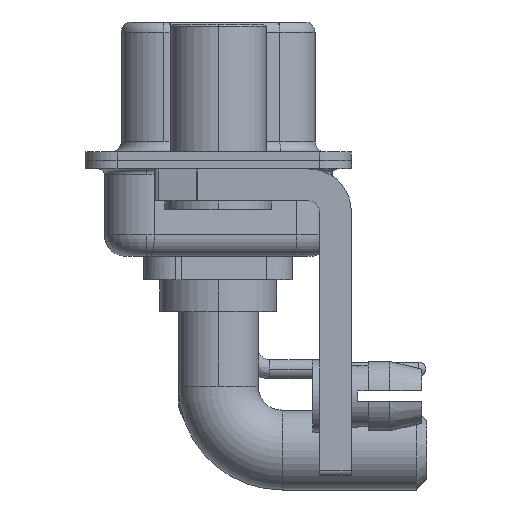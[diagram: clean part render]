
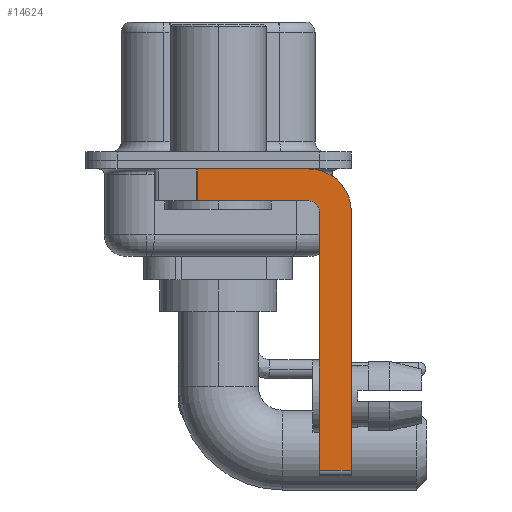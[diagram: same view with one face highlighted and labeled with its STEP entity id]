
A CAD part, left-side view. The second image highlights one B-rep face of the part: STEP entity #14624.
In plain terms, the highlighted planar face has unit normal (-1, 0, 0).
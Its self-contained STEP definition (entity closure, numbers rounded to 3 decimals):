
#367 = ORIENTED_EDGE ( 'NONE', *, *, #15275, .F. ) ;
#447 = LINE ( 'NONE', #9479, #2557 ) ;
#651 = LINE ( 'NONE', #21004, #12493 ) ;
#1224 = CARTESIAN_POINT ( 'NONE',  ( -2.9, -4.25, -2.4 ) ) ;
#1391 = AXIS2_PLACEMENT_3D ( 'NONE', #4446, #24781, #5155 ) ;
#1428 = EDGE_CURVE ( 'NONE', #4545, #22659, #12467, .T. ) ;
#2557 = VECTOR ( 'NONE', #18446, 1000. ) ;
#3912 = VECTOR ( 'NONE', #16863, 1000. ) ;
#4367 = VECTOR ( 'NONE', #8736, 1000. ) ;
#4446 = CARTESIAN_POINT ( 'NONE',  ( -2.9, -4.25, -2.4 ) ) ;
#4545 = VERTEX_POINT ( 'NONE', #28196 ) ;
#4673 = CARTESIAN_POINT ( 'NONE',  ( -2.9, -4.75, -2.4 ) ) ;
#5155 = DIRECTION ( 'NONE',  ( 0., 0., 1. ) ) ;
#5333 = AXIS2_PLACEMENT_3D ( 'NONE', #1224, #15252, #26579 ) ;
#6595 = CIRCLE ( 'NONE', #1391, 0.5 ) ;
#7276 = VERTEX_POINT ( 'NONE', #22611 ) ;
#7737 = CARTESIAN_POINT ( 'NONE',  ( -2.9, 3., -0.4 ) ) ;
#7858 = ORIENTED_EDGE ( 'NONE', *, *, #8839, .F. ) ;
#8736 = DIRECTION ( 'NONE',  ( 0., 0., -1. ) ) ;
#8839 = EDGE_CURVE ( 'NONE', #18951, #13917, #14678, .T. ) ;
#9122 = CARTESIAN_POINT ( 'NONE',  ( -2.9, -4.25, -0.4 ) ) ;
#9479 = CARTESIAN_POINT ( 'NONE',  ( -2.9, -4.75, -14.8 ) ) ;
#11350 = EDGE_CURVE ( 'NONE', #13917, #26520, #13680, .T. ) ;
#12042 = DIRECTION ( 'NONE',  ( 0., -1., 0. ) ) ;
#12467 = LINE ( 'NONE', #21577, #14290 ) ;
#12493 = VECTOR ( 'NONE', #28079, 1000. ) ;
#13182 = LINE ( 'NONE', #28931, #4367 ) ;
#13279 = ORIENTED_EDGE ( 'NONE', *, *, #20580, .F. ) ;
#13680 = CIRCLE ( 'NONE', #24956, 2. ) ;
#13917 = VERTEX_POINT ( 'NONE', #9122 ) ;
#14014 = VECTOR ( 'NONE', #26291, 1000. ) ;
#14224 = LINE ( 'NONE', #14660, #3912 ) ;
#14290 = VECTOR ( 'NONE', #12042, 1000. ) ;
#14624 = ADVANCED_FACE ( 'NONE', ( #23945 ), #17598, .F. ) ;
#14644 = CARTESIAN_POINT ( 'NONE',  ( -2.9, -6.25, -14.55 ) ) ;
#14660 = CARTESIAN_POINT ( 'NONE',  ( -2.9, -4.25, -1.9 ) ) ;
#14678 = LINE ( 'NONE', #7737, #14014 ) ;
#14936 = DIRECTION ( 'NONE',  ( 1., 0., 0. ) ) ;
#15252 = DIRECTION ( 'NONE',  ( 1., 0., 0. ) ) ;
#15275 = EDGE_CURVE ( 'NONE', #22068, #24872, #6595, .T. ) ;
#16863 = DIRECTION ( 'NONE',  ( 0., 1., 0. ) ) ;
#16939 = CARTESIAN_POINT ( 'NONE',  ( -2.9, -6.25, -2.4 ) ) ;
#17598 = PLANE ( 'NONE',  #5333 ) ;
#18245 = EDGE_CURVE ( 'NONE', #26520, #22659, #13182, .T. ) ;
#18446 = DIRECTION ( 'NONE',  ( 0., 0., 1. ) ) ;
#18498 = ORIENTED_EDGE ( 'NONE', *, *, #19770, .F. ) ;
#18951 = VERTEX_POINT ( 'NONE', #26152 ) ;
#19770 = EDGE_CURVE ( 'NONE', #4545, #22068, #447, .T. ) ;
#20580 = EDGE_CURVE ( 'NONE', #24872, #7276, #14224, .T. ) ;
#21004 = CARTESIAN_POINT ( 'NONE',  ( -2.9, 0.978, -1.9 ) ) ;
#21577 = CARTESIAN_POINT ( 'NONE',  ( -2.9, -4.25, -14.55 ) ) ;
#22068 = VERTEX_POINT ( 'NONE', #4673 ) ;
#22136 = EDGE_CURVE ( 'NONE', #18951, #7276, #651, .T. ) ;
#22611 = CARTESIAN_POINT ( 'NONE',  ( -2.9, 0.978, -1.9 ) ) ;
#22659 = VERTEX_POINT ( 'NONE', #14644 ) ;
#23945 = FACE_OUTER_BOUND ( 'NONE', #26753, .T. ) ;
#24456 = ORIENTED_EDGE ( 'NONE', *, *, #18245, .F. ) ;
#24781 = DIRECTION ( 'NONE',  ( -1., 0., 0. ) ) ;
#24872 = VERTEX_POINT ( 'NONE', #28311 ) ;
#24956 = AXIS2_PLACEMENT_3D ( 'NONE', #26268, #14936, #25691 ) ;
#24990 = ORIENTED_EDGE ( 'NONE', *, *, #22136, .T. ) ;
#25691 = DIRECTION ( 'NONE',  ( 0., 0., -1. ) ) ;
#26152 = CARTESIAN_POINT ( 'NONE',  ( -2.9, 0.978, -0.4 ) ) ;
#26268 = CARTESIAN_POINT ( 'NONE',  ( -2.9, -4.25, -2.4 ) ) ;
#26291 = DIRECTION ( 'NONE',  ( 0., -1., 0. ) ) ;
#26520 = VERTEX_POINT ( 'NONE', #16939 ) ;
#26579 = DIRECTION ( 'NONE',  ( 0., 0., -1. ) ) ;
#26748 = ORIENTED_EDGE ( 'NONE', *, *, #1428, .T. ) ;
#26753 = EDGE_LOOP ( 'NONE', ( #7858, #24990, #13279, #367, #18498, #26748, #24456, #27906 ) ) ;
#27906 = ORIENTED_EDGE ( 'NONE', *, *, #11350, .F. ) ;
#28079 = DIRECTION ( 'NONE',  ( 0., 0., -1. ) ) ;
#28196 = CARTESIAN_POINT ( 'NONE',  ( -2.9, -4.75, -14.55 ) ) ;
#28311 = CARTESIAN_POINT ( 'NONE',  ( -2.9, -4.25, -1.9 ) ) ;
#28931 = CARTESIAN_POINT ( 'NONE',  ( -2.9, -6.25, -2.4 ) ) ;
